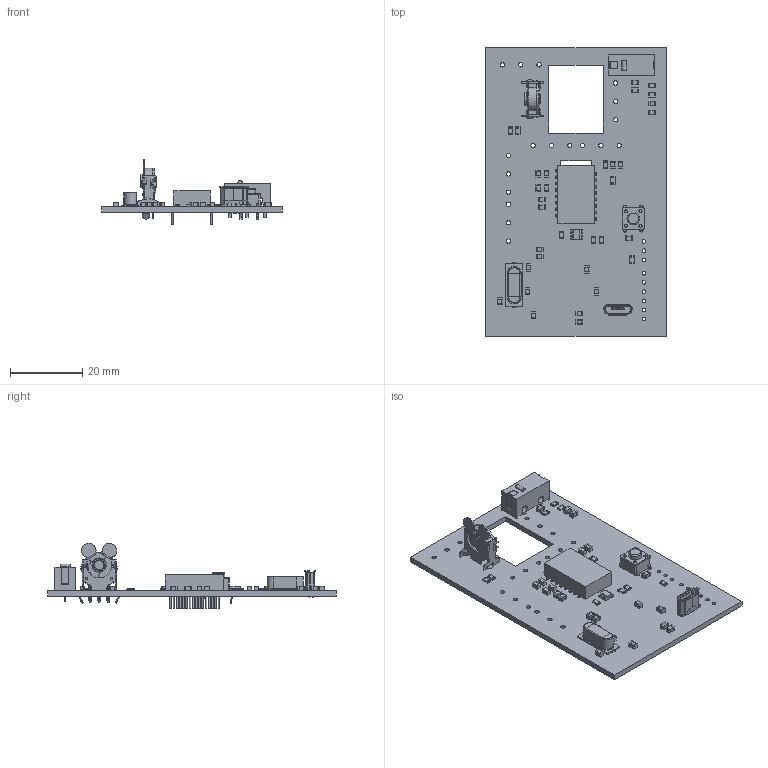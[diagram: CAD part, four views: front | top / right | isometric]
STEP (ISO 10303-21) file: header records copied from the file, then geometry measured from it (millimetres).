
FILE_DESCRIPTION(/* description */ (''),/* implementation_level */ '2;1');
FILE_NAME(/* name */ 'Lab1-board2.step',/* time_stamp */ '2021-03-27T06:25:11+01:00',/* author */ (''),/* organization */ (''),/* preprocessor_version */ 'ST-DEVELOPER v18.1',/* originating_system */ 'Autodesk Translation Framework v9.10.0.1330',/* authorisation */ '');
FILE_SCHEMA (('AUTOMOTIVE_DESIGN { 1 0 10303 214 3 1 1 }'));
Products named in the file (45): (Unsaved); Board_Geoms_c6cf; Pcb_c6cf; Step_Models_c6cf; Top_c6cf; C12_C_0805_2012Metric_6025F31E; SW10_Solid_602B0951; S1_D2F-FL_6028FD2C; D4_LED_RGB_1210_6029B6A3; Y1_Crystal_SMD_HC49-SD_6025FA9E; C6_C_0805_2012Metric_6025F2B8; C7_C_0805_2012Metric_6025F2C9; C8_C_0805_2012Metric_6025F2DA; C9_C_0805_2012Metric_6025F2EB; C10_C_0805_2012Metric_6025F2FC; C11_C_0805_2012Metric_6025F30D; C13_C_0805_2012Metric_6025F32F; C14_C_0805_2012Metric_6025F340; C15_C_0805_2012Metric_6025F351; C16_C_0805_2012Metric_6025F362; C17_C_0805_2012Metric_6025F373; C18_C_0805_2012Metric_6025F384; C19_C_0805_2012Metric_6025F395; C20_C_0805_2012Metric_6025F3A6; C21_C_0805_2012Metric_6025F3B7; C22_C_0805_2012Metric_602B111B; C30_C_0805_2012Metric_6025F43F; C31_C_0805_2012Metric_6025F450; C32_C_0805_2012Metric_6025F461; C33_C_0805_2012Metric_602B117B; C34_C_0805_2012Metric_602B114B; R2_R_0805_2012Metric_6025F5B7; R3_R_0805_2012Metric_6025F5C8; R4_R_0805_2012Metric_6025F5D9; R9_R_0805_2012Metric_602B10EB; R19_R_0805_2012Metric_602B10BB; R20_R_0805_2012Metric_602B108B; R24_R_0805_2012Metric_6025F71C; R25_R_0805_2012Metric_6025F72D; R26_R_0805_2012Metric_6025F73E ...
Assembly tree (44 placements, depth 4):
  (Unsaved)
    Board_Geoms_c6cf
      Pcb_c6cf
    Step_Models_c6cf
      Top_c6cf
        C12_C_0805_2012Metric_6025F31E
        SW10_Solid_602B0951
        S1_D2F-FL_6028FD2C
        D4_LED_RGB_1210_6029B6A3
        Y1_Crystal_SMD_HC49-SD_6025FA9E
        C6_C_0805_2012Metric_6025F2B8
        C7_C_0805_2012Metric_6025F2C9
        C8_C_0805_2012Metric_6025F2DA
        C9_C_0805_2012Metric_6025F2EB
        C10_C_0805_2012Metric_6025F2FC
        C11_C_0805_2012Metric_6025F30D
        C13_C_0805_2012Metric_6025F32F
        C14_C_0805_2012Metric_6025F340
        C15_C_0805_2012Metric_6025F351
        C16_C_0805_2012Metric_6025F362
        C17_C_0805_2012Metric_6025F373
        C18_C_0805_2012Metric_6025F384
        C19_C_0805_2012Metric_6025F395
        C20_C_0805_2012Metric_6025F3A6
        C21_C_0805_2012Metric_6025F3B7
        C22_C_0805_2012Metric_602B111B
        C30_C_0805_2012Metric_6025F43F
        C31_C_0805_2012Metric_6025F450
        C32_C_0805_2012Metric_6025F461
        C33_C_0805_2012Metric_602B117B
        C34_C_0805_2012Metric_602B114B
        R2_R_0805_2012Metric_6025F5B7
        R3_R_0805_2012Metric_6025F5C8
        R4_R_0805_2012Metric_6025F5D9
        R9_R_0805_2012Metric_602B10EB
        R19_R_0805_2012Metric_602B10BB
        R20_R_0805_2012Metric_602B108B
        R24_R_0805_2012Metric_6025F71C
        R25_R_0805_2012Metric_6025F72D
        R26_R_0805_2012Metric_6025F73E
        R27_R_0805_2012Metric_6025F74F
        R28_R_0805_2012Metric_6025F760
        U1_pmw_3389-T3QU_6025F9C5
        SW1_1825910-6_6028FDBE
        J1_614105150721_602B0942[2]
Bounding box: 50 x 80 x 18.04 mm (x, y, z)
Volume: 7405.5 mm3; surface area: 10887.1 mm2
Topology: 77 solids, 77 shells, 2176 faces, 5695 edges, 3710 vertices
Faces by surface type: plane 1452, cylinder 688, sphere 12, bspline 12, torus 8, cone 4
Full cylindrical faces by diameter (mm): 0.44 x5, 0.5 x16, 0.762 x16, 0.9 x4, 0.99 x4, 1 x12, 1.2 x21, 2 x2, 2.2 x1, 2.96 x1, 3 x1, 3.51 x1, 3.6 x1
Entity records: 70834 total; most frequent: CARTESIAN_POINT 12903, DIRECTION 11549, ORIENTED_EDGE 11372, EDGE_CURVE 5686, LINE 4243, VECTOR 4243, VERTEX_POINT 3704, AXIS2_PLACEMENT_3D 3653
